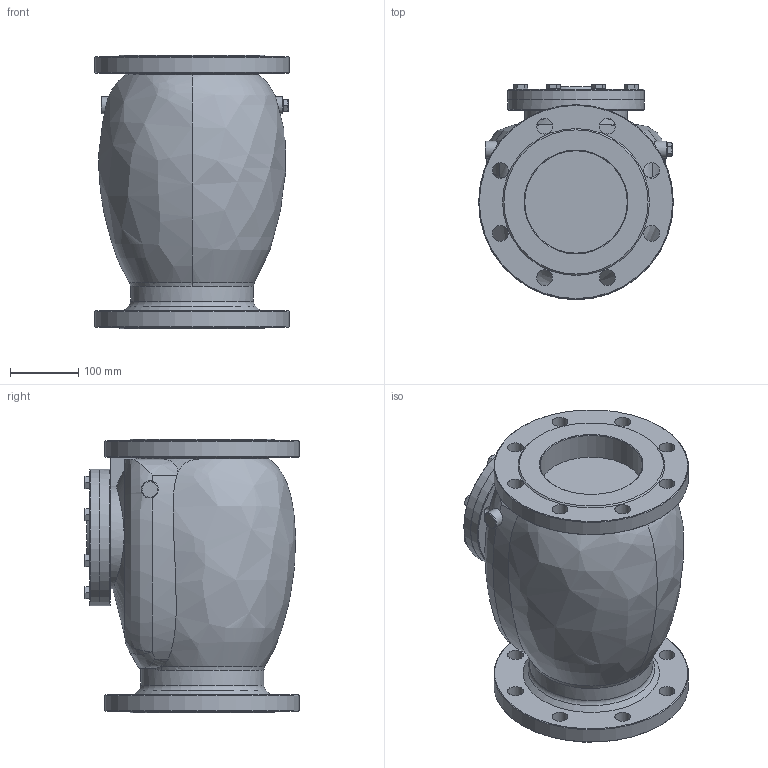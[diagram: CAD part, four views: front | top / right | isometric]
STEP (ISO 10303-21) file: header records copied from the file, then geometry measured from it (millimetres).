
FILE_DESCRIPTION(/* description */ (''),/* implementation_level */ '2;1');
FILE_NAME(/* name */ 'DN150_3D_STEP.stp',/* time_stamp */ '2024-04-01T10:56:44+03:00',/* author */ ('igorr'),/* organization */ (''),/* preprocessor_version */ 'ST-DEVELOPER v19.2',/* originating_system */ 'Autodesk Inventor 2023',/* authorisation */ '');
FILE_SCHEMA (('AUTOMOTIVE_DESIGN { 1 0 10303 214 3 1 1 }'));
Length unit declared in the file: millimetre
Products named in the file (3): Сборка; Деталь; AS 1110 - M12 x 20
Assembly tree (10 placements, depth 2):
  Сборка
    Деталь
    AS 1110 - M12 x 20  x9
Bounding box: 285 x 314.95 x 400 mm (x, y, z)
Volume: 17291843.8 mm3; surface area: 750658 mm2
Topology: 10 solids, 10 shells, 399 faces, 939 edges, 585 vertices
Faces by surface type: plane 202, cone 76, cylinder 66, bspline 50, torus 3, sphere 2
Full cylindrical faces by diameter (mm): 12 x9, 13 x16, 18 x9, 23 x16, 25 x2, 150 x3, 180 x1, 200 x2, 285 x2
Entity records: 11206 total; most frequent: CARTESIAN_POINT 6158, ORIENTED_EDGE 1060, DIRECTION 792, EDGE_CURVE 530, VERTEX_POINT 345, AXIS2_PLACEMENT_3D 313, EDGE_LOOP 289, FACE_OUTER_BOUND 207
